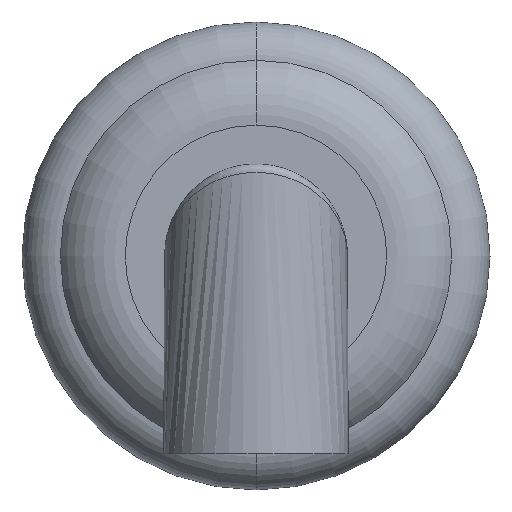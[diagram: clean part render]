
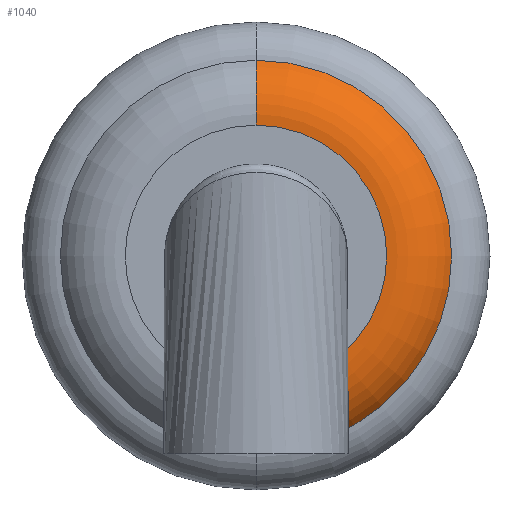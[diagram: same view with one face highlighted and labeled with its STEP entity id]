
A CAD part, top view. The second image highlights one B-rep face of the part: STEP entity #1040.
In plain terms, the highlighted toroidal (fillet/blend) face has major radius 16.166 mm and minor radius 8 mm.
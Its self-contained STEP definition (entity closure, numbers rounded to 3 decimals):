
#51 = VERTEX_POINT ( 'NONE', #1450 ) ;
#105 = DIRECTION ( 'NONE',  ( 0., 0., 1. ) ) ;
#109 = DIRECTION ( 'NONE',  ( 0., 1., 0. ) ) ;
#113 = CARTESIAN_POINT ( 'NONE',  ( 0., 2.04, 0. ) ) ;
#229 = VERTEX_POINT ( 'NONE', #1325 ) ;
#244 = VERTEX_POINT ( 'NONE', #1420 ) ;
#306 = AXIS2_PLACEMENT_3D ( 'NONE', #1189, #1184, #1180 ) ;
#322 = AXIS2_PLACEMENT_3D ( 'NONE', #1206, #1201, #1199 ) ;
#392 = AXIS2_PLACEMENT_3D ( 'NONE', #469, #466, #461 ) ;
#427 = AXIS2_PLACEMENT_3D ( 'NONE', #113, #109, #105 ) ;
#461 = DIRECTION ( 'NONE',  ( 0., 0., 1. ) ) ;
#465 = AXIS2_PLACEMENT_3D ( 'NONE', #585, #580, #568 ) ;
#466 = DIRECTION ( 'NONE',  ( 0., 1., 0. ) ) ;
#469 = CARTESIAN_POINT ( 'NONE',  ( 0., 6.2, 0. ) ) ;
#531 = ORIENTED_EDGE ( 'NONE', *, *, #1143, .F. ) ;
#568 = DIRECTION ( 'NONE',  ( 0., 0., 1. ) ) ;
#574 = ORIENTED_EDGE ( 'NONE', *, *, #1276, .F. ) ;
#580 = DIRECTION ( 'NONE',  ( -1., 0., 0. ) ) ;
#585 = CARTESIAN_POINT ( 'NONE',  ( 0., 2.04, 16.167 ) ) ;
#919 = ORIENTED_EDGE ( 'NONE', *, *, #1304, .T. ) ;
#1040 = ADVANCED_FACE ( 'NONE', ( #1202 ), #1465, .T. ) ;
#1112 = CIRCLE ( 'NONE', #306, 8. ) ;
#1135 = CIRCLE ( 'NONE', #322, 15.365 ) ;
#1143 = EDGE_CURVE ( 'NONE', #244, #1292, #1363, .T. ) ;
#1162 = EDGE_CURVE ( 'NONE', #244, #51, #1185, .T. ) ;
#1180 = DIRECTION ( 'NONE',  ( 0., 0., -1. ) ) ;
#1184 = DIRECTION ( 'NONE',  ( 1., 0., 0. ) ) ;
#1185 = CIRCLE ( 'NONE', #392, 23. ) ;
#1189 = CARTESIAN_POINT ( 'NONE',  ( 0., 2.04, -16.167 ) ) ;
#1199 = DIRECTION ( 'NONE',  ( 0., 0., 1. ) ) ;
#1201 = DIRECTION ( 'NONE',  ( 0., 1., 0. ) ) ;
#1202 = FACE_OUTER_BOUND ( 'NONE', #1275, .T. ) ;
#1206 = CARTESIAN_POINT ( 'NONE',  ( 0., 10., 0. ) ) ;
#1212 = CARTESIAN_POINT ( 'NONE',  ( 0., 10., 15.365 ) ) ;
#1275 = EDGE_LOOP ( 'NONE', ( #1368, #919, #574, #531 ) ) ;
#1276 = EDGE_CURVE ( 'NONE', #1292, #229, #1135, .T. ) ;
#1292 = VERTEX_POINT ( 'NONE', #1212 ) ;
#1304 = EDGE_CURVE ( 'NONE', #51, #229, #1112, .T. ) ;
#1325 = CARTESIAN_POINT ( 'NONE',  ( 0., 10., -15.365 ) ) ;
#1363 = CIRCLE ( 'NONE', #465, 8. ) ;
#1368 = ORIENTED_EDGE ( 'NONE', *, *, #1162, .T. ) ;
#1420 = CARTESIAN_POINT ( 'NONE',  ( 0., 6.2, 23. ) ) ;
#1450 = CARTESIAN_POINT ( 'NONE',  ( 0., 6.2, -23. ) ) ;
#1465 = TOROIDAL_SURFACE ( 'NONE', #427, 16.167, 8. ) ;
